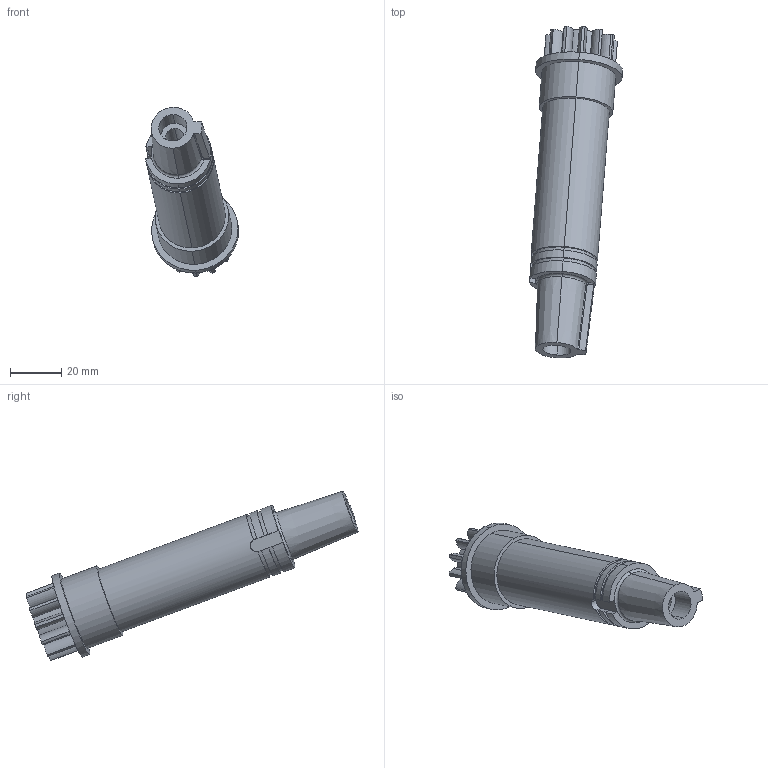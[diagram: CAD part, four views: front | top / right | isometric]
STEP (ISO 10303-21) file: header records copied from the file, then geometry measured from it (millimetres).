
FILE_DESCRIPTION (( 'STEP AP203' ), '1' );
FILE_NAME ('piece bateau nettoye 2.STEP', '2020-05-12T14:52:06', ( '' ), ( '' ), 'SwSTEP 2.0', 'SolidWorks 2019', '' );
FILE_SCHEMA (( 'CONFIG_CONTROL_DESIGN' ));
Length unit declared in the file: millimetre
Products named in the file (1): piece bateau nettoye 2
Bounding box: 36.33 x 129.45 x 66.04 mm (x, y, z)
Volume: 47770.2 mm3; surface area: 18021.5 mm2
Topology: 1 solids, 1 shells, 108 faces, 297 edges, 196 vertices
Faces by surface type: cylinder 80, plane 17, cone 4, bspline 4, torus 3
Entity records: 3734 total; most frequent: CARTESIAN_POINT 783, DIRECTION 661, ORIENTED_EDGE 594, EDGE_CURVE 297, AXIS2_PLACEMENT_3D 278, VERTEX_POINT 196, CIRCLE 173, EDGE_LOOP 115
